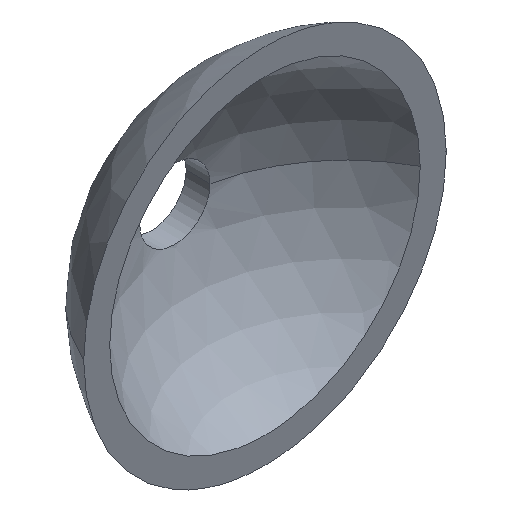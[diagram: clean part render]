
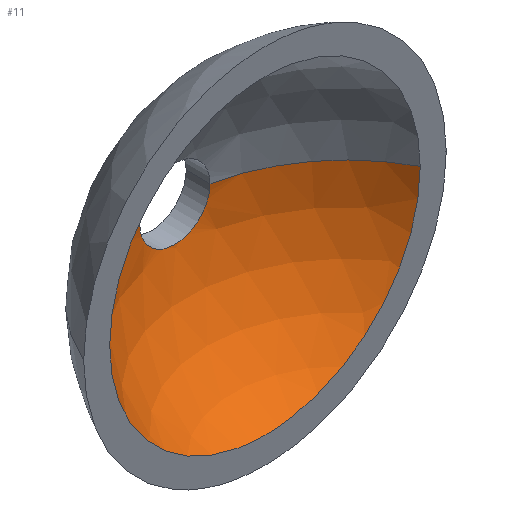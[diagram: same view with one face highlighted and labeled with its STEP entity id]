
A CAD part, isometric view. The second image highlights one B-rep face of the part: STEP entity #11.
In plain terms, the highlighted spherical face has radius 15 mm.
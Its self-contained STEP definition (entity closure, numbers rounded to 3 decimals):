
#1 = DIRECTION ( 'NONE',  ( 1., 0., 0. ) ) ;
#11 = ADVANCED_FACE ( 'NONE', ( #216 ), #208, .F. ) ;
#31 = VERTEX_POINT ( 'NONE', #170 ) ;
#42 = CARTESIAN_POINT ( 'NONE',  ( 0., 0., 0. ) ) ;
#44 = CARTESIAN_POINT ( 'NONE',  ( -3., 14.697, 0. ) ) ;
#45 = ORIENTED_EDGE ( 'NONE', *, *, #191, .T. ) ;
#47 = CIRCLE ( 'NONE', #187, 3. ) ;
#51 = DIRECTION ( 'NONE',  ( 0., 0., -1. ) ) ;
#59 = EDGE_LOOP ( 'NONE', ( #243, #45, #64, #133 ) ) ;
#64 = ORIENTED_EDGE ( 'NONE', *, *, #182, .T. ) ;
#70 = EDGE_CURVE ( 'NONE', #189, #123, #47, .T. ) ;
#72 = DIRECTION ( 'NONE',  ( -1., 0., 0. ) ) ;
#103 = DIRECTION ( 'NONE',  ( 1., 0., 0. ) ) ;
#109 = CARTESIAN_POINT ( 'NONE',  ( 3., 14.697, 0. ) ) ;
#122 = AXIS2_PLACEMENT_3D ( 'NONE', #248, #51, #72 ) ;
#123 = VERTEX_POINT ( 'NONE', #109 ) ;
#126 = VERTEX_POINT ( 'NONE', #147 ) ;
#127 = AXIS2_PLACEMENT_3D ( 'NONE', #151, #174, #1 ) ;
#133 = ORIENTED_EDGE ( 'NONE', *, *, #234, .F. ) ;
#147 = CARTESIAN_POINT ( 'NONE',  ( 13.266, 7., 0. ) ) ;
#151 = CARTESIAN_POINT ( 'NONE',  ( 0., 7., 0. ) ) ;
#168 = AXIS2_PLACEMENT_3D ( 'NONE', #42, #195, #221 ) ;
#170 = CARTESIAN_POINT ( 'NONE',  ( -13.266, 7., 0. ) ) ;
#174 = DIRECTION ( 'NONE',  ( 0., -1., 0. ) ) ;
#182 = EDGE_CURVE ( 'NONE', #31, #126, #271, .T. ) ;
#187 = AXIS2_PLACEMENT_3D ( 'NONE', #213, #239, #211 ) ;
#189 = VERTEX_POINT ( 'NONE', #44 ) ;
#191 = EDGE_CURVE ( 'NONE', #189, #31, #254, .T. ) ;
#193 = CARTESIAN_POINT ( 'NONE',  ( 0., 0., 0. ) ) ;
#195 = DIRECTION ( 'NONE',  ( 0., 0., 1. ) ) ;
#208 = SPHERICAL_SURFACE ( 'NONE', #245, 15. ) ;
#211 = DIRECTION ( 'NONE',  ( 1., 0., 0. ) ) ;
#212 = CIRCLE ( 'NONE', #122, 15. ) ;
#213 = CARTESIAN_POINT ( 'NONE',  ( 0., 14.697, 0. ) ) ;
#216 = FACE_OUTER_BOUND ( 'NONE', #59, .T. ) ;
#221 = DIRECTION ( 'NONE',  ( 1., 0., 0. ) ) ;
#234 = EDGE_CURVE ( 'NONE', #123, #126, #212, .T. ) ;
#239 = DIRECTION ( 'NONE',  ( 0., -1., 0. ) ) ;
#243 = ORIENTED_EDGE ( 'NONE', *, *, #70, .F. ) ;
#245 = AXIS2_PLACEMENT_3D ( 'NONE', #193, #255, #103 ) ;
#248 = CARTESIAN_POINT ( 'NONE',  ( 0., 0., 0. ) ) ;
#254 = CIRCLE ( 'NONE', #168, 15. ) ;
#255 = DIRECTION ( 'NONE',  ( 0., 0., 1. ) ) ;
#271 = CIRCLE ( 'NONE', #127, 13.266 ) ;
